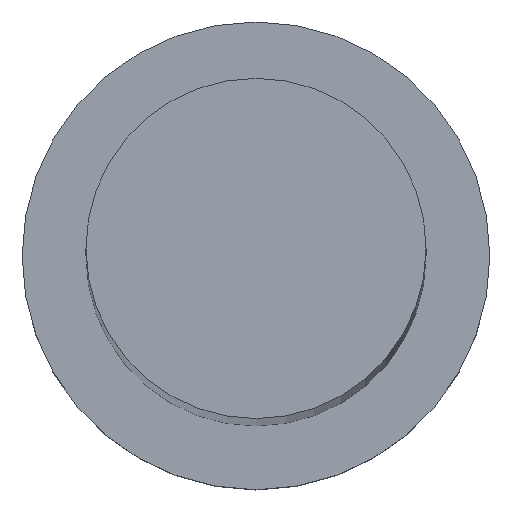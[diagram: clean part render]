
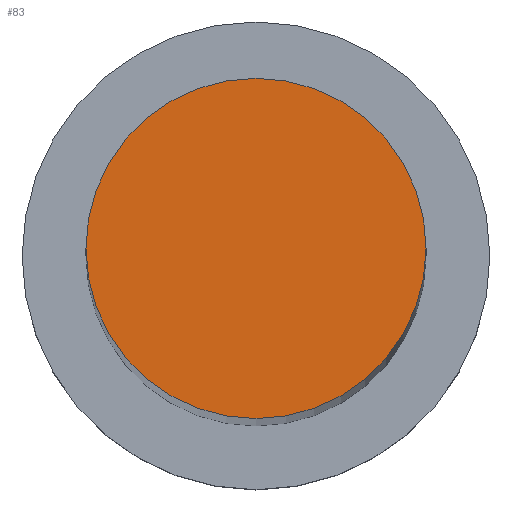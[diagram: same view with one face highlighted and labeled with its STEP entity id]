
A CAD part, top view. The second image highlights one B-rep face of the part: STEP entity #83.
In plain terms, the highlighted planar face has unit normal (0, 0, 1).
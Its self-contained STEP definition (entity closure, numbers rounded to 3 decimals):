
#4 = CIRCLE ( 'NONE', #137, 8. ) ;
#5 = CARTESIAN_POINT ( 'NONE',  ( -8., 0., 207. ) ) ;
#7 = DIRECTION ( 'NONE',  ( 1., 0., 0. ) ) ;
#30 = DIRECTION ( 'NONE',  ( 1., 0., 0. ) ) ;
#38 = EDGE_CURVE ( 'NONE', #57, #202, #87, .T. ) ;
#39 = AXIS2_PLACEMENT_3D ( 'NONE', #124, #43, #7 ) ;
#43 = DIRECTION ( 'NONE',  ( 0., 0., 1. ) ) ;
#55 = FACE_OUTER_BOUND ( 'NONE', #84, .T. ) ;
#57 = VERTEX_POINT ( 'NONE', #109 ) ;
#62 = ORIENTED_EDGE ( 'NONE', *, *, #253, .T. ) ;
#74 = DIRECTION ( 'NONE',  ( 0., 0., 1. ) ) ;
#79 = AXIS2_PLACEMENT_3D ( 'NONE', #140, #74, #30 ) ;
#83 = ADVANCED_FACE ( 'NONE', ( #55 ), #86, .T. ) ;
#84 = EDGE_LOOP ( 'NONE', ( #62, #162 ) ) ;
#86 = PLANE ( 'NONE',  #39 ) ;
#87 = CIRCLE ( 'NONE', #79, 8. ) ;
#109 = CARTESIAN_POINT ( 'NONE',  ( 8., 0., 207. ) ) ;
#124 = CARTESIAN_POINT ( 'NONE',  ( 0., 0., 207. ) ) ;
#137 = AXIS2_PLACEMENT_3D ( 'NONE', #221, #218, #176 ) ;
#140 = CARTESIAN_POINT ( 'NONE',  ( 0., 0., 207. ) ) ;
#162 = ORIENTED_EDGE ( 'NONE', *, *, #38, .T. ) ;
#176 = DIRECTION ( 'NONE',  ( 1., 0., 0. ) ) ;
#202 = VERTEX_POINT ( 'NONE', #5 ) ;
#218 = DIRECTION ( 'NONE',  ( 0., 0., 1. ) ) ;
#221 = CARTESIAN_POINT ( 'NONE',  ( 0., 0., 207. ) ) ;
#253 = EDGE_CURVE ( 'NONE', #202, #57, #4, .T. ) ;
